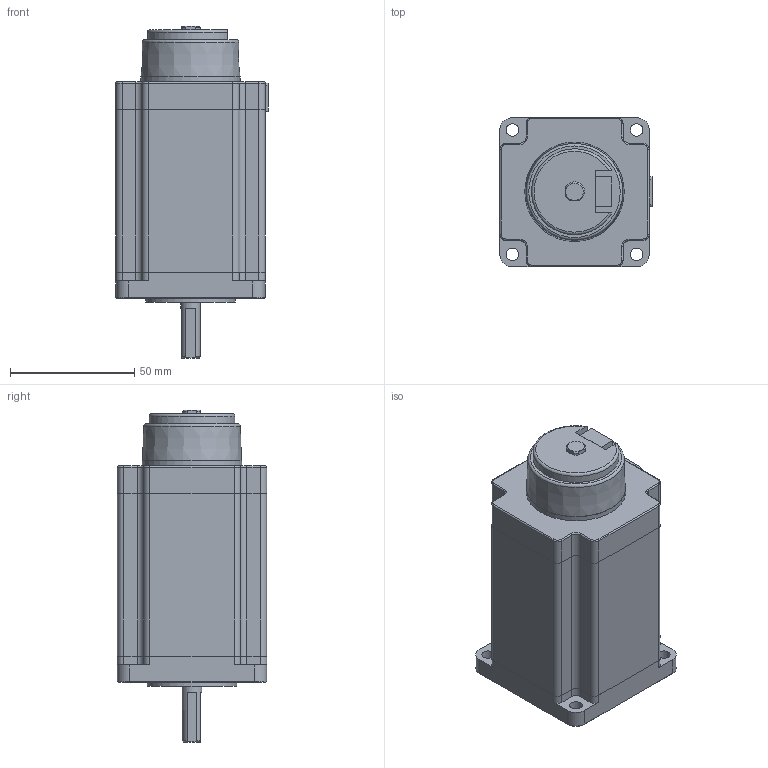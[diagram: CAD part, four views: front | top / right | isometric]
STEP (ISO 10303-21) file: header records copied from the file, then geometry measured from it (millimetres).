
FILE_DESCRIPTION( ( '' ), '1' );
FILE_NAME( 'MS2610H-03AO5.stp', '2015-08-17T08:30:31', ( 'Dimamotor' ), ( 'Dimamotor' ), 'PSStep 17.0.49', ' ', ' ' );
FILE_SCHEMA( ( 'AUTOMOTIVE_DESIGN { 1 0 10303 214 1 1 1 1 }' ) );
Length unit declared in the file: millimetre
Products named in the file (1): 1
Bounding box: 61.2 x 60 x 133.5 mm (x, y, z)
Volume: 303519 mm3; surface area: 30772.1 mm2
Topology: 1 solids, 2 shells, 176 faces, 444 edges, 282 vertices
Faces by surface type: plane 78, cylinder 70, torus 15, cone 13
Full cylindrical faces by diameter (mm): 5 x5, 8 x2, 10.5 x1, 11 x1, 36 x1, 40 x1
Entity records: 6641 total; most frequent: CARTESIAN_POINT 945, DIRECTION 937, ORIENTED_EDGE 842, EDGE_CURVE 421, AXIS2_PLACEMENT_3D 349, VERTEX_POINT 277, LINE 239, VECTOR 239
